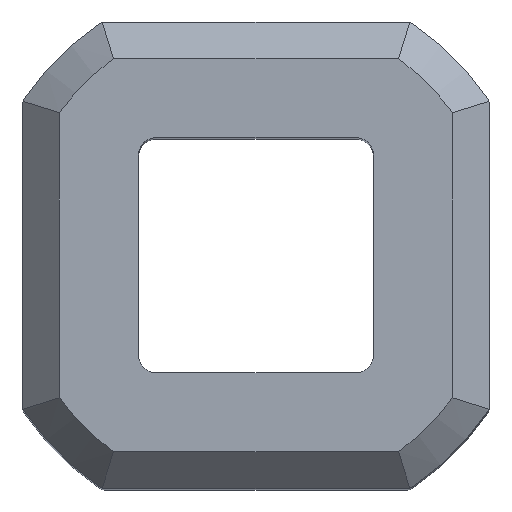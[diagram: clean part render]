
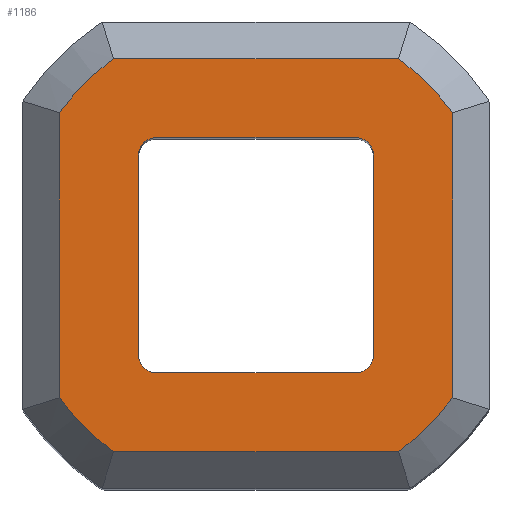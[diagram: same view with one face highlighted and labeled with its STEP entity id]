
A CAD part, top view. The second image highlights one B-rep face of the part: STEP entity #1186.
In plain terms, the highlighted planar face has unit normal (0, 0, 1).
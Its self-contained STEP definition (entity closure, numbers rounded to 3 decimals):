
#1 = VECTOR ( 'NONE', #1122, 1000. ) ;
#5 = DIRECTION ( 'NONE',  ( 1., 0., 0. ) ) ;
#47 = CARTESIAN_POINT ( 'NONE',  ( -1.605, 1.605, 6.3 ) ) ;
#50 = AXIS2_PLACEMENT_3D ( 'NONE', #637, #277, #71 ) ;
#56 = VERTEX_POINT ( 'NONE', #185 ) ;
#64 = EDGE_CURVE ( 'NONE', #711, #111, #1402, .T. ) ;
#71 = DIRECTION ( 'NONE',  ( 1., 0., 0. ) ) ;
#80 = CIRCLE ( 'NONE', #1350, 3.31 ) ;
#84 = VECTOR ( 'NONE', #560, 1000. ) ;
#86 = EDGE_CURVE ( 'NONE', #480, #321, #953, .T. ) ;
#93 = EDGE_CURVE ( 'NONE', #1270, #1311, #230, .T. ) ;
#94 = ORIENTED_EDGE ( 'NONE', *, *, #482, .F. ) ;
#109 = AXIS2_PLACEMENT_3D ( 'NONE', #248, #584, #1534 ) ;
#111 = VERTEX_POINT ( 'NONE', #167 ) ;
#120 = LINE ( 'NONE', #848, #1501 ) ;
#130 = ORIENTED_EDGE ( 'NONE', *, *, #64, .T. ) ;
#135 = CIRCLE ( 'NONE', #233, 0.254 ) ;
#144 = EDGE_CURVE ( 'NONE', #1050, #444, #80, .T. ) ;
#158 = VECTOR ( 'NONE', #5, 1000. ) ;
#166 = DIRECTION ( 'NONE',  ( 1., 0., 0. ) ) ;
#167 = CARTESIAN_POINT ( 'NONE',  ( 2.68, -1.943, 6.3 ) ) ;
#185 = CARTESIAN_POINT ( 'NONE',  ( 1.351, -1.605, 6.3 ) ) ;
#209 = LINE ( 'NONE', #798, #84 ) ;
#211 = DIRECTION ( 'NONE',  ( -1., 0., 0. ) ) ;
#219 = CARTESIAN_POINT ( 'NONE',  ( 0., 0., 6.3 ) ) ;
#223 = FACE_BOUND ( 'NONE', #1202, .T. ) ;
#224 = ORIENTED_EDGE ( 'NONE', *, *, #552, .F. ) ;
#227 = EDGE_CURVE ( 'NONE', #526, #562, #255, .T. ) ;
#230 = CIRCLE ( 'NONE', #474, 3.31 ) ;
#232 = PLANE ( 'NONE',  #109 ) ;
#233 = AXIS2_PLACEMENT_3D ( 'NONE', #445, #1489, #1495 ) ;
#248 = CARTESIAN_POINT ( 'NONE',  ( 0., 0., 6.3 ) ) ;
#249 = ORIENTED_EDGE ( 'NONE', *, *, #611, .T. ) ;
#255 = CIRCLE ( 'NONE', #1327, 0.254 ) ;
#259 = VERTEX_POINT ( 'NONE', #917 ) ;
#277 = DIRECTION ( 'NONE',  ( 0., 0., 1. ) ) ;
#281 = LINE ( 'NONE', #763, #556 ) ;
#284 = DIRECTION ( 'NONE',  ( 0., 0., 1. ) ) ;
#290 = LINE ( 'NONE', #900, #1 ) ;
#321 = VERTEX_POINT ( 'NONE', #961 ) ;
#333 = VECTOR ( 'NONE', #211, 1000. ) ;
#337 = CARTESIAN_POINT ( 'NONE',  ( 1.605, -1.351, 6.3 ) ) ;
#342 = FACE_OUTER_BOUND ( 'NONE', #1524, .T. ) ;
#343 = EDGE_CURVE ( 'NONE', #111, #1270, #120, .T. ) ;
#410 = LINE ( 'NONE', #47, #1104 ) ;
#431 = ORIENTED_EDGE ( 'NONE', *, *, #581, .T. ) ;
#444 = VERTEX_POINT ( 'NONE', #864 ) ;
#445 = CARTESIAN_POINT ( 'NONE',  ( 1.351, -1.351, 6.3 ) ) ;
#455 = ORIENTED_EDGE ( 'NONE', *, *, #1410, .T. ) ;
#474 = AXIS2_PLACEMENT_3D ( 'NONE', #789, #1493, #1136 ) ;
#480 = VERTEX_POINT ( 'NONE', #875 ) ;
#482 = EDGE_CURVE ( 'NONE', #526, #1450, #290, .T. ) ;
#512 = DIRECTION ( 'NONE',  ( 1., 0., 0. ) ) ;
#526 = VERTEX_POINT ( 'NONE', #660 ) ;
#552 = EDGE_CURVE ( 'NONE', #1169, #56, #281, .T. ) ;
#556 = VECTOR ( 'NONE', #166, 1000. ) ;
#559 = ORIENTED_EDGE ( 'NONE', *, *, #227, .T. ) ;
#560 = DIRECTION ( 'NONE',  ( 0., -1., 0. ) ) ;
#562 = VERTEX_POINT ( 'NONE', #1115 ) ;
#572 = DIRECTION ( 'NONE',  ( 0., 0., -1. ) ) ;
#581 = EDGE_CURVE ( 'NONE', #1169, #1450, #682, .T. ) ;
#584 = DIRECTION ( 'NONE',  ( 0., 0., 1. ) ) ;
#593 = ORIENTED_EDGE ( 'NONE', *, *, #343, .T. ) ;
#611 = EDGE_CURVE ( 'NONE', #259, #1075, #1182, .T. ) ;
#624 = ORIENTED_EDGE ( 'NONE', *, *, #93, .T. ) ;
#637 = CARTESIAN_POINT ( 'NONE',  ( 0., 0., 6.3 ) ) ;
#660 = CARTESIAN_POINT ( 'NONE',  ( -1.605, 1.351, 6.3 ) ) ;
#680 = CARTESIAN_POINT ( 'NONE',  ( 1.943, -2.68, 6.3 ) ) ;
#682 = CIRCLE ( 'NONE', #981, 0.254 ) ;
#711 = VERTEX_POINT ( 'NONE', #680 ) ;
#733 = EDGE_CURVE ( 'NONE', #1075, #711, #1545, .T. ) ;
#761 = VECTOR ( 'NONE', #1363, 1000. ) ;
#763 = CARTESIAN_POINT ( 'NONE',  ( -1.605, -1.605, 6.3 ) ) ;
#764 = DIRECTION ( 'NONE',  ( 1., 0., 0. ) ) ;
#772 = DIRECTION ( 'NONE',  ( -1., 0., 0. ) ) ;
#787 = DIRECTION ( 'NONE',  ( 1., 0., 0. ) ) ;
#789 = CARTESIAN_POINT ( 'NONE',  ( 0., 0., 6.3 ) ) ;
#798 = CARTESIAN_POINT ( 'NONE',  ( -2.68, -2.098, 6.3 ) ) ;
#848 = CARTESIAN_POINT ( 'NONE',  ( 2.68, 2.098, 6.3 ) ) ;
#864 = CARTESIAN_POINT ( 'NONE',  ( -2.68, 1.943, 6.3 ) ) ;
#875 = CARTESIAN_POINT ( 'NONE',  ( 1.351, 1.605, 6.3 ) ) ;
#889 = LINE ( 'NONE', #1478, #761 ) ;
#899 = ORIENTED_EDGE ( 'NONE', *, *, #1250, .F. ) ;
#900 = CARTESIAN_POINT ( 'NONE',  ( -1.605, -1.605, 6.3 ) ) ;
#901 = CARTESIAN_POINT ( 'NONE',  ( 0., 0., 6.3 ) ) ;
#910 = CARTESIAN_POINT ( 'NONE',  ( -1.351, -1.351, 6.3 ) ) ;
#911 = DIRECTION ( 'NONE',  ( 1., 0., 0. ) ) ;
#917 = CARTESIAN_POINT ( 'NONE',  ( -2.68, -1.943, 6.3 ) ) ;
#931 = DIRECTION ( 'NONE',  ( 1., 0., 0. ) ) ;
#953 = CIRCLE ( 'NONE', #1233, 0.254 ) ;
#961 = CARTESIAN_POINT ( 'NONE',  ( 1.605, 1.351, 6.3 ) ) ;
#977 = DIRECTION ( 'NONE',  ( 0., 1., 0. ) ) ;
#981 = AXIS2_PLACEMENT_3D ( 'NONE', #910, #1508, #787 ) ;
#983 = CARTESIAN_POINT ( 'NONE',  ( 2.68, 1.943, 6.3 ) ) ;
#1008 = EDGE_CURVE ( 'NONE', #1311, #1050, #1497, .T. ) ;
#1012 = ORIENTED_EDGE ( 'NONE', *, *, #1421, .T. ) ;
#1022 = CARTESIAN_POINT ( 'NONE',  ( -1.351, 1.351, 6.3 ) ) ;
#1033 = CARTESIAN_POINT ( 'NONE',  ( -1.605, -1.351, 6.3 ) ) ;
#1050 = VERTEX_POINT ( 'NONE', #1490 ) ;
#1064 = VERTEX_POINT ( 'NONE', #337 ) ;
#1067 = ORIENTED_EDGE ( 'NONE', *, *, #86, .T. ) ;
#1075 = VERTEX_POINT ( 'NONE', #1371 ) ;
#1083 = CARTESIAN_POINT ( 'NONE',  ( -1.351, -1.605, 6.3 ) ) ;
#1104 = VECTOR ( 'NONE', #772, 1000. ) ;
#1115 = CARTESIAN_POINT ( 'NONE',  ( -1.351, 1.605, 6.3 ) ) ;
#1122 = DIRECTION ( 'NONE',  ( 0., -1., 0. ) ) ;
#1136 = DIRECTION ( 'NONE',  ( 1., 0., 0. ) ) ;
#1139 = CARTESIAN_POINT ( 'NONE',  ( -2.098, 2.68, 6.3 ) ) ;
#1150 = DIRECTION ( 'NONE',  ( 0., 0., 1. ) ) ;
#1169 = VERTEX_POINT ( 'NONE', #1083 ) ;
#1182 = CIRCLE ( 'NONE', #1403, 3.31 ) ;
#1186 = ADVANCED_FACE ( 'NONE', ( #342, #223 ), #232, .T. ) ;
#1202 = EDGE_LOOP ( 'NONE', ( #899, #1067, #1502, #455, #224, #431, #94, #559 ) ) ;
#1222 = CARTESIAN_POINT ( 'NONE',  ( 1.943, 2.68, 6.3 ) ) ;
#1223 = ORIENTED_EDGE ( 'NONE', *, *, #733, .T. ) ;
#1227 = EDGE_CURVE ( 'NONE', #1064, #321, #889, .T. ) ;
#1233 = AXIS2_PLACEMENT_3D ( 'NONE', #1461, #1475, #512 ) ;
#1250 = EDGE_CURVE ( 'NONE', #480, #562, #410, .T. ) ;
#1270 = VERTEX_POINT ( 'NONE', #983 ) ;
#1311 = VERTEX_POINT ( 'NONE', #1222 ) ;
#1327 = AXIS2_PLACEMENT_3D ( 'NONE', #1022, #572, #911 ) ;
#1350 = AXIS2_PLACEMENT_3D ( 'NONE', #901, #284, #764 ) ;
#1363 = DIRECTION ( 'NONE',  ( 0., 1., 0. ) ) ;
#1371 = CARTESIAN_POINT ( 'NONE',  ( -1.943, -2.68, 6.3 ) ) ;
#1402 = CIRCLE ( 'NONE', #50, 3.31 ) ;
#1403 = AXIS2_PLACEMENT_3D ( 'NONE', #219, #1150, #931 ) ;
#1410 = EDGE_CURVE ( 'NONE', #1064, #56, #135, .T. ) ;
#1421 = EDGE_CURVE ( 'NONE', #444, #259, #209, .T. ) ;
#1432 = ORIENTED_EDGE ( 'NONE', *, *, #144, .T. ) ;
#1435 = CARTESIAN_POINT ( 'NONE',  ( 2.098, -2.68, 6.3 ) ) ;
#1450 = VERTEX_POINT ( 'NONE', #1033 ) ;
#1461 = CARTESIAN_POINT ( 'NONE',  ( 1.351, 1.351, 6.3 ) ) ;
#1475 = DIRECTION ( 'NONE',  ( 0., 0., -1. ) ) ;
#1478 = CARTESIAN_POINT ( 'NONE',  ( 1.605, -1.605, 6.3 ) ) ;
#1489 = DIRECTION ( 'NONE',  ( 0., 0., -1. ) ) ;
#1490 = CARTESIAN_POINT ( 'NONE',  ( -1.943, 2.68, 6.3 ) ) ;
#1493 = DIRECTION ( 'NONE',  ( 0., 0., 1. ) ) ;
#1495 = DIRECTION ( 'NONE',  ( 1., 0., 0. ) ) ;
#1497 = LINE ( 'NONE', #1139, #333 ) ;
#1501 = VECTOR ( 'NONE', #977, 1000. ) ;
#1502 = ORIENTED_EDGE ( 'NONE', *, *, #1227, .F. ) ;
#1508 = DIRECTION ( 'NONE',  ( 0., 0., -1. ) ) ;
#1524 = EDGE_LOOP ( 'NONE', ( #249, #1223, #130, #593, #624, #1540, #1432, #1012 ) ) ;
#1534 = DIRECTION ( 'NONE',  ( 1., 0., 0. ) ) ;
#1540 = ORIENTED_EDGE ( 'NONE', *, *, #1008, .T. ) ;
#1545 = LINE ( 'NONE', #1435, #158 ) ;
